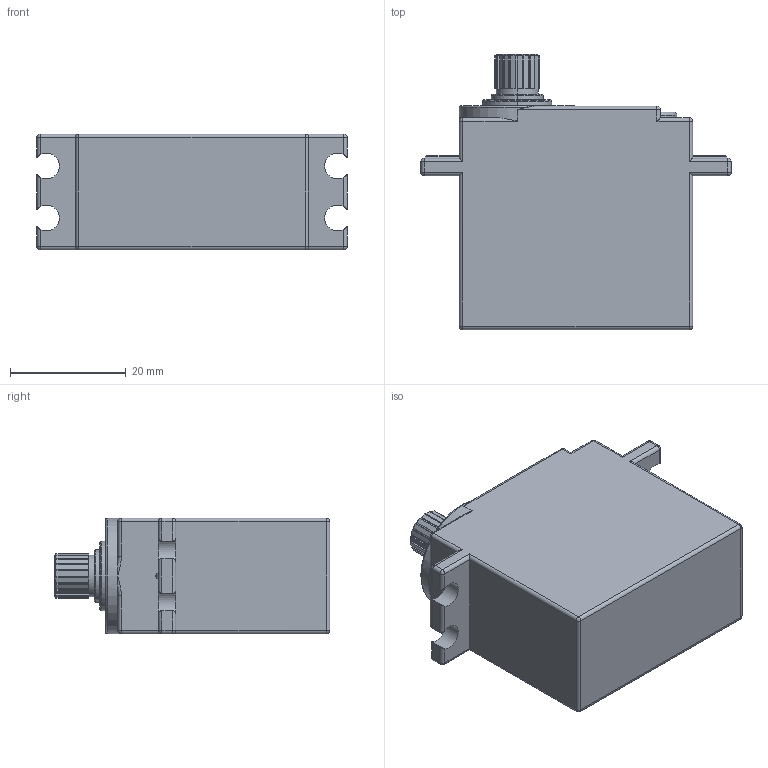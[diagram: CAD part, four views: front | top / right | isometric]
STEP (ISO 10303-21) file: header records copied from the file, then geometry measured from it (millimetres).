
FILE_DESCRIPTION((''),'2;1');
FILE_NAME('SERVO','2023-07-07T00:15:34',('Lenovo'),(''),'CREO PARAMETRIC BY PTC INC, 2022073','CREO PARAMETRIC BY PTC INC, 2022073','');
FILE_SCHEMA(('CONFIG_CONTROL_DESIGN'));
Length unit declared in the file: millimetre
Products named in the file (1): SERVO
Bounding box: 53.6 x 47.6 x 20 mm (x, y, z)
Volume: 31732.1 mm3; surface area: 7052.8 mm2
Topology: 1 solids, 1 shells, 247 faces, 630 edges, 372 vertices
Faces by surface type: plane 142, cylinder 68, sphere 18, torus 15, bspline 4
Entity records: 7955 total; most frequent: CARTESIAN_POINT 2029, DIRECTION 1256, ORIENTED_EDGE 1224, EDGE_CURVE 612, AXIS2_PLACEMENT_3D 446, VERTEX_POINT 372, VECTOR 364, LINE 364
